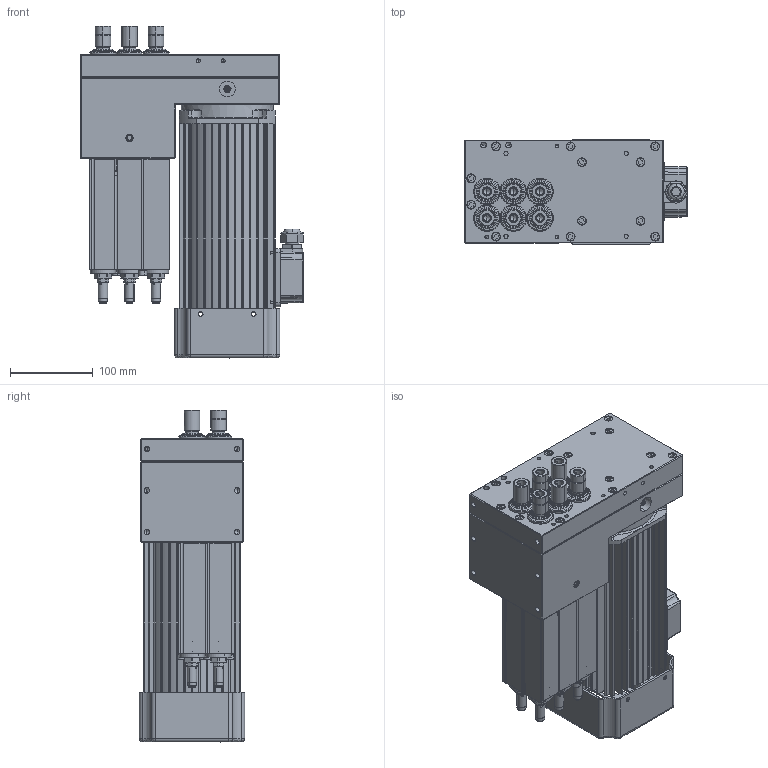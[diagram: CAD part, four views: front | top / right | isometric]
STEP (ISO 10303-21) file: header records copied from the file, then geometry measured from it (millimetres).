
FILE_DESCRIPTION (( 'STEP AP214' ), '1' );
FILE_NAME ('×°ÅäÌå6.STEP', '2024-07-02T05:59:40', ( 'Sysceo.com' ), ( '' ), 'SwSTEP 2.0', 'SolidWorks 2018', '' );
FILE_SCHEMA (( 'AUTOMOTIVE_DESIGN' ));
Length unit declared in the file: millimetre
Products named in the file (3): 蚾饜极6; 蚾饜极5
Assembly tree (1 placements, depth 2):
  蚾饜极6
    蚾饜极5
  蚾饜极5
Bounding box: 268.91 x 127 x 400.5 mm (x, y, z)
Volume: 6892310.9 mm3; surface area: 980048.8 mm2
Topology: 71 solids, 71 shells, 2876 faces, 6817 edges, 4212 vertices
Faces by surface type: cylinder 1224, plane 985, cone 474, torus 144, bspline 47, sphere 2
Entity records: 120622 total; most frequent: CARTESIAN_POINT 20560, DIRECTION 15036, ORIENTED_EDGE 13390, EDGE_CURVE 6695, AXIS2_PLACEMENT_3D 5899, VERTEX_POINT 4199, EDGE_LOOP 3324, VECTOR 3238
